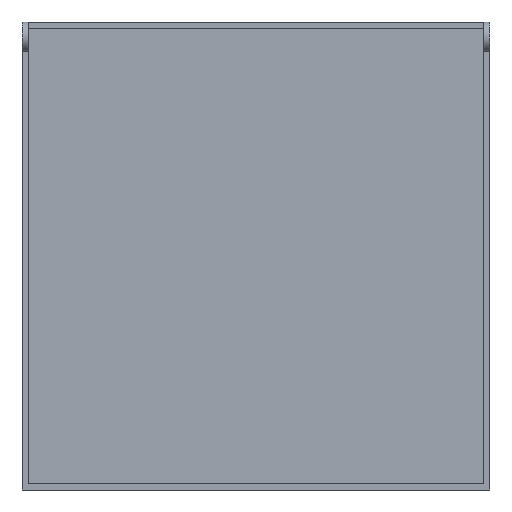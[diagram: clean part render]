
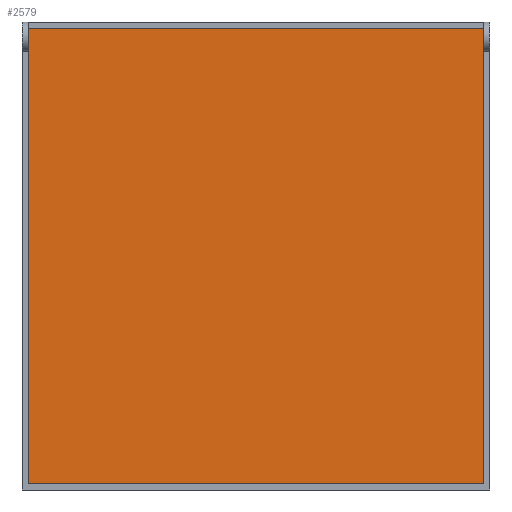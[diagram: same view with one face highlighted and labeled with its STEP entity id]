
A CAD part, front view. The second image highlights one B-rep face of the part: STEP entity #2579.
In plain terms, the highlighted planar face has unit normal (0, -1, 0).
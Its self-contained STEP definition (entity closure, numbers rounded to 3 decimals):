
#2540=CARTESIAN_POINT('POINT157',(23.495,-74.422,-17.145)
   );
#2541=VERTEX_POINT('VERTEX157',#2540);
#2542=CARTESIAN_POINT('POINT158',(23.495,-74.422,29.845))
   ;
#2543=VERTEX_POINT('VERTEX158',#2542);
#2544=CARTESIAN_POINT('POS271',(23.495,-74.422,6.35));
#2545=DIRECTION('DIR373',(0.,0.,1.));
#2546=VECTOR('VEC169',#2545,25.4);
#2547=LINE('STRAIGHT169',#2544,#2546);
#2548=EDGE_CURVE('EDGE236',#2541,#2543,#2547,.T.);
#2549=ORIENTED_EDGE('COEDGE460',*,*,#2548,.T.);
#2550=CARTESIAN_POINT('POINT159',(-23.495,-74.422,29.845)
   );
#2551=VERTEX_POINT('VERTEX159',#2550);
#2552=CARTESIAN_POINT('POS272',(0.,-74.422,29.845));
#2553=DIRECTION('DIR374',(-1.,0.,0.));
#2554=VECTOR('VEC170',#2553,25.4);
#2555=LINE('STRAIGHT170',#2552,#2554);
#2556=EDGE_CURVE('EDGE237',#2543,#2551,#2555,.T.);
#2557=ORIENTED_EDGE('COEDGE461',*,*,#2556,.T.);
#2558=CARTESIAN_POINT('POINT160',(-23.495,-74.422,-17.145
   ));
#2559=VERTEX_POINT('VERTEX160',#2558);
#2560=CARTESIAN_POINT('POS273',(-23.495,-74.422,6.35));
#2561=DIRECTION('DIR375',(0.,0.,-1.));
#2562=VECTOR('VEC171',#2561,25.4);
#2563=LINE('STRAIGHT171',#2560,#2562);
#2564=EDGE_CURVE('EDGE238',#2551,#2559,#2563,.T.);
#2565=ORIENTED_EDGE('COEDGE462',*,*,#2564,.T.);
#2566=CARTESIAN_POINT('POS274',(0.,-74.422,-17.145));
#2567=DIRECTION('DIR376',(1.,0.,0.));
#2568=VECTOR('VEC172',#2567,25.4);
#2569=LINE('STRAIGHT172',#2566,#2568);
#2570=EDGE_CURVE('EDGE239',#2559,#2541,#2569,.T.);
#2571=ORIENTED_EDGE('COEDGE463',*,*,#2570,.T.);
#2572=EDGE_LOOP('NONE',(#2549,#2557,#2565,#2571));
#2573=FACE_BOUND('LOOP1',#2572,.T.);
#2574=CARTESIAN_POINT('POS275',(0.,-74.422,6.35));
#2575=DIRECTION('DIR377',(0.,-1.,0.));
#2576=DIRECTION('DIR378',(1.,0.,0.));
#2577=AXIS2_PLACEMENT_3D('AXIS103',#2574,#2575,#2576);
#2578=PLANE('PLANE47',#2577);
#2579=ADVANCED_FACE('FACE104',(#2573),#2578,.T.);
